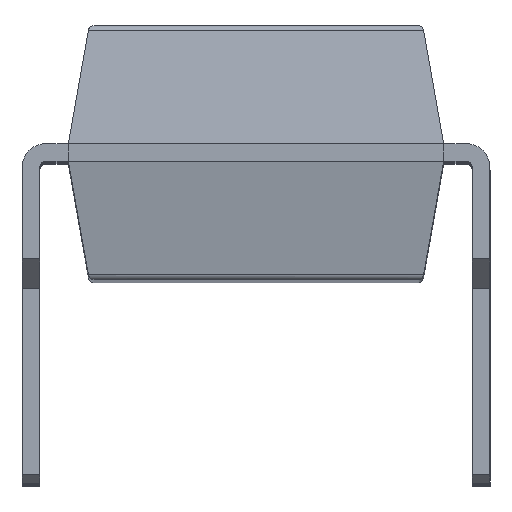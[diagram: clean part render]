
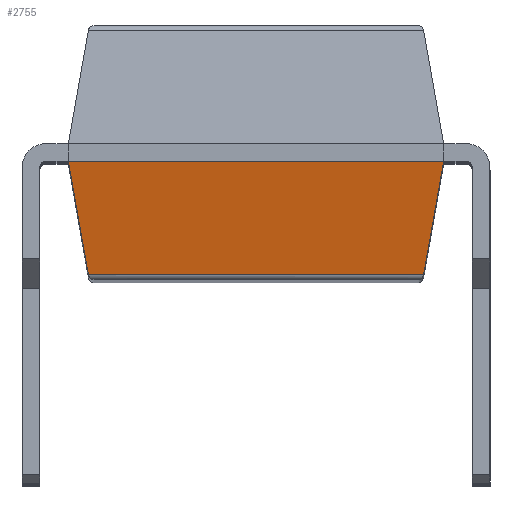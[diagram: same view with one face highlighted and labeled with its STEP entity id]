
A CAD part, top view. The second image highlights one B-rep face of the part: STEP entity #2755.
In plain terms, the highlighted planar face has unit normal (0, -0.174, 0.985).
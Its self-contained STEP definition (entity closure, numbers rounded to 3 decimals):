
#2532 = VERTEX_POINT ( 'NONE', #14338 ) ;
#2612 = EDGE_CURVE ( 'NONE', #2532, #2616, #14597, .T. ) ;
#2616 = VERTEX_POINT ( 'NONE', #14645 ) ;
#2643 = EDGE_CURVE ( 'NONE', #2532, #2644, #14697, .T. ) ;
#2644 = VERTEX_POINT ( 'NONE', #14693 ) ;
#2704 = VERTEX_POINT ( 'NONE', #14812 ) ;
#2710 = EDGE_CURVE ( 'NONE', #2704, #2644, #14842, .T. ) ;
#2755 = ADVANCED_FACE ( 'NONE', ( #14892 ), #14938, .T. ) ;
#2756 = EDGE_LOOP ( 'NONE', ( #2800, #2814, #2816, #2759 ) ) ;
#2759 = ORIENTED_EDGE ( 'NONE', *, *, #2643, .F. ) ;
#2800 = ORIENTED_EDGE ( 'NONE', *, *, #2612, .T. ) ;
#2814 = ORIENTED_EDGE ( 'NONE', *, *, #2815, .T. ) ;
#2815 = EDGE_CURVE ( 'NONE', #2616, #2704, #15022, .T. ) ;
#2816 = ORIENTED_EDGE ( 'NONE', *, *, #2710, .T. ) ;
#14338 = CARTESIAN_POINT ( 'NONE',  ( -3.175, 2.15, 15.24 ) ) ;
#14594 = DIRECTION ( 'NONE',  ( 0.171, -0.97, -0.171 ) ) ;
#14595 = VECTOR ( 'NONE', #14594, 1000. ) ;
#14596 = CARTESIAN_POINT ( 'NONE',  ( -3.175, 2.15, 15.24 ) ) ;
#14597 = LINE ( 'NONE', #14596, #14595 ) ;
#14645 = CARTESIAN_POINT ( 'NONE',  ( -2.837, 0.233, 14.902 ) ) ;
#14693 = CARTESIAN_POINT ( 'NONE',  ( 3.175, 2.15, 15.24 ) ) ;
#14694 = DIRECTION ( 'NONE',  ( 1., 0., 0. ) ) ;
#14695 = VECTOR ( 'NONE', #14694, 1000. ) ;
#14696 = CARTESIAN_POINT ( 'NONE',  ( 3.175, 2.15, 15.24 ) ) ;
#14697 = LINE ( 'NONE', #14696, #14695 ) ;
#14812 = CARTESIAN_POINT ( 'NONE',  ( 2.837, 0.233, 14.902 ) ) ;
#14839 = DIRECTION ( 'NONE',  ( 0.171, 0.97, 0.171 ) ) ;
#14840 = VECTOR ( 'NONE', #14839, 1000. ) ;
#14841 = CARTESIAN_POINT ( 'NONE',  ( 3.175, 2.15, 15.24 ) ) ;
#14842 = LINE ( 'NONE', #14841, #14840 ) ;
#14892 = FACE_OUTER_BOUND ( 'NONE', #2756, .T. ) ;
#14934 = DIRECTION ( 'NONE',  ( 0., -0.985, -0.174 ) ) ;
#14935 = DIRECTION ( 'NONE',  ( 0., -0.174, 0.985 ) ) ;
#14936 = CARTESIAN_POINT ( 'NONE',  ( -3.175, 2.15, 15.24 ) ) ;
#14937 = AXIS2_PLACEMENT_3D ( 'NONE', #14936, #14935, #14934 ) ;
#14938 = PLANE ( 'NONE',  #14937 ) ;
#15019 = DIRECTION ( 'NONE',  ( 1., 0., 0. ) ) ;
#15020 = VECTOR ( 'NONE', #15019, 1000. ) ;
#15021 = CARTESIAN_POINT ( 'NONE',  ( -3.175, 0.233, 14.902 ) ) ;
#15022 = LINE ( 'NONE', #15021, #15020 ) ;
